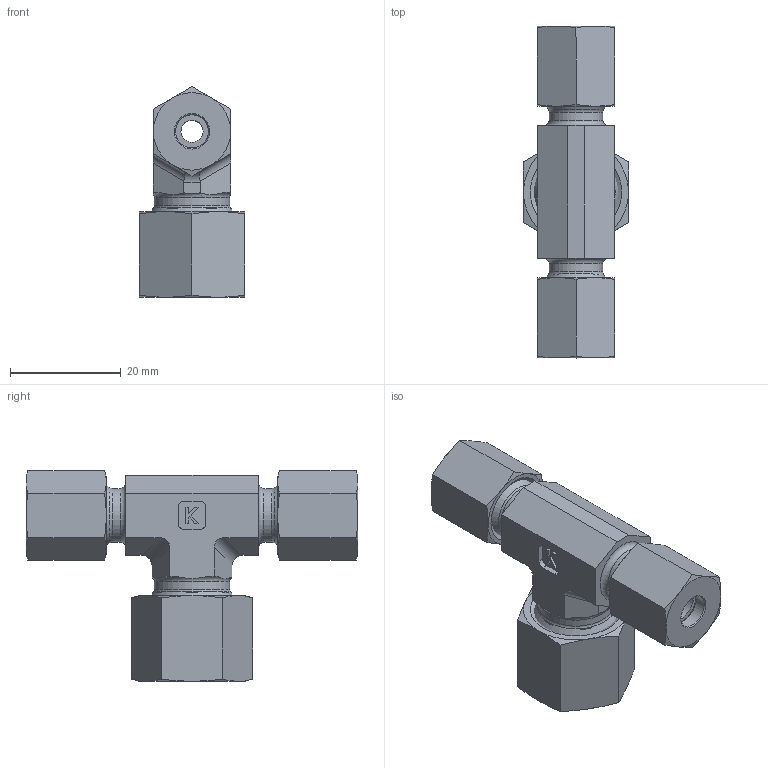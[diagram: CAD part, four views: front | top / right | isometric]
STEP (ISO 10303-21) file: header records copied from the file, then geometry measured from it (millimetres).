
FILE_DESCRIPTION((''),'2;1');
FILE_NAME('384060610.stp','2014-08-15T15:18:59',(''),('KNOMI spol. s r. o.'),'Autodesk Inventor 2012','Autodesk Inventor 2012','');
FILE_SCHEMA(('AUTOMOTIVE_DESIGN { 1 2 10303 214 0 1 1 1 }'));
Length unit declared in the file: millimetre
Products named in the file (6): TS2K 06/06/10L M12/M12/M16; 374 060610; 40106; 3910612; 40110; 3911016
Assembly tree (7 placements, depth 2):
  TS2K 06/06/10L M12/M12/M16
    374 060610
    40106  x2
    3910612  x2
    40110
    3911016
Bounding box: 19 x 60 x 38.08 mm (x, y, z)
Volume: 13001.1 mm3; surface area: 10619.7 mm2
Topology: 7 solids, 7 shells, 202 faces, 475 edges, 305 vertices
Faces by surface type: plane 89, cone 67, cylinder 37, torus 9
Full cylindrical faces by diameter (mm): 4 x2, 6 x6, 8 x3, 9.7 x2, 10 x5, 10.376 x2, 12 x2, 12.3 x1, 13.7 x1, 14 x1, 14.376 x1, 16 x1
Entity records: 4867 total; most frequent: CARTESIAN_POINT 1030, DIRECTION 742, ORIENTED_EDGE 632, EDGE_CURVE 316, AXIS2_PLACEMENT_3D 304, EDGE_LOOP 244, VERTEX_POINT 224, STYLED_ITEM 180
